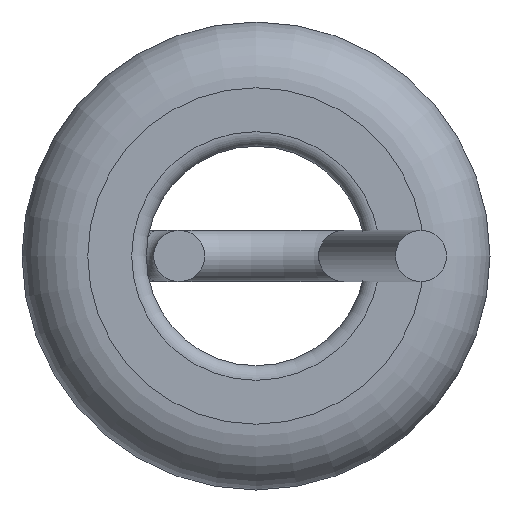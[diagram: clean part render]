
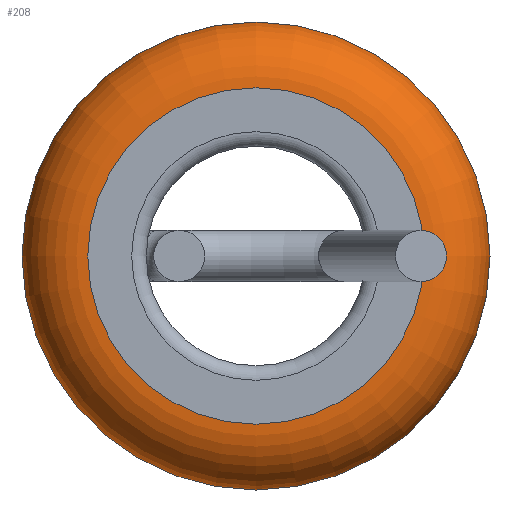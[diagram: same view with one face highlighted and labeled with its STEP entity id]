
A CAD part, front view. The second image highlights one B-rep face of the part: STEP entity #208.
In plain terms, the highlighted toroidal (fillet/blend) face has major radius 1.15 mm and minor radius 0.45 mm.
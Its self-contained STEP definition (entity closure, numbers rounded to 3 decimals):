
#39=FACE_OUTER_BOUND('',#54,.T.);
#54=EDGE_LOOP('',(#157,#158,#159,#160,#161));
#77=CIRCLE('',#249,1.6);
#78=CIRCLE('',#250,1.6);
#79=CIRCLE('',#251,0.45);
#80=CIRCLE('',#252,1.15);
#99=VERTEX_POINT('',#384);
#100=VERTEX_POINT('',#385);
#101=VERTEX_POINT('',#388);
#121=EDGE_CURVE('',#99,#100,#77,.T.);
#122=EDGE_CURVE('',#100,#99,#78,.T.);
#123=EDGE_CURVE('',#100,#101,#79,.T.);
#124=EDGE_CURVE('',#101,#101,#80,.T.);
#157=ORIENTED_EDGE('',*,*,#121,.F.);
#158=ORIENTED_EDGE('',*,*,#122,.F.);
#159=ORIENTED_EDGE('',*,*,#123,.T.);
#160=ORIENTED_EDGE('',*,*,#124,.F.);
#161=ORIENTED_EDGE('',*,*,#123,.F.);
#200=TOROIDAL_SURFACE('',#248,1.15,0.45);
#208=ADVANCED_FACE('',(#39),#200,.T.);
#248=AXIS2_PLACEMENT_3D('',#383,#305,#306);
#249=AXIS2_PLACEMENT_3D('',#386,#307,#308);
#250=AXIS2_PLACEMENT_3D('',#387,#309,#310);
#251=AXIS2_PLACEMENT_3D('',#389,#311,#312);
#252=AXIS2_PLACEMENT_3D('',#390,#313,#314);
#305=DIRECTION('center_axis',(0.,1.,0.));
#306=DIRECTION('ref_axis',(-1.,0.,0.));
#307=DIRECTION('center_axis',(0.,1.,0.));
#308=DIRECTION('ref_axis',(-1.,0.,0.));
#309=DIRECTION('center_axis',(0.,1.,0.));
#310=DIRECTION('ref_axis',(-1.,0.,0.));
#311=DIRECTION('center_axis',(0.,0.,
-1.));
#312=DIRECTION('ref_axis',(1.,0.,0.));
#313=DIRECTION('center_axis',(0.,-1.,0.));
#314=DIRECTION('ref_axis',(-1.,0.,0.));
#383=CARTESIAN_POINT('Origin',(0.,0.45,0.));
#384=CARTESIAN_POINT('',(-1.6,0.45,0.));
#385=CARTESIAN_POINT('',(1.6,0.45,0.));
#386=CARTESIAN_POINT('Origin',(0.,0.45,0.));
#387=CARTESIAN_POINT('Origin',(0.,0.45,0.));
#388=CARTESIAN_POINT('',(1.15,0.,0.));
#389=CARTESIAN_POINT('Origin',(1.15,0.45,0.));
#390=CARTESIAN_POINT('Origin',(0.,0.,
0.));
